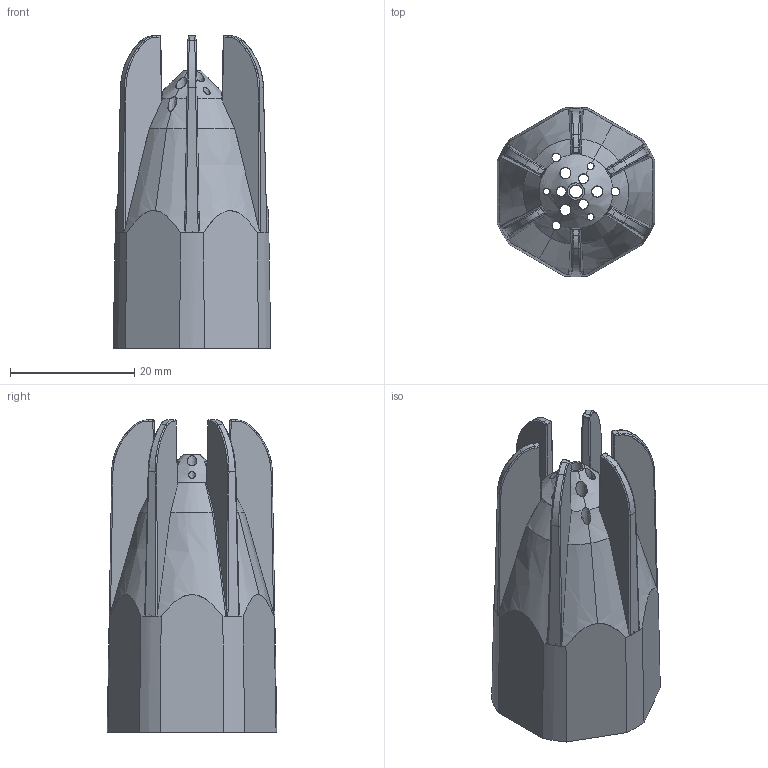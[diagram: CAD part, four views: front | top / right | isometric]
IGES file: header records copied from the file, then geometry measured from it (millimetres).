
Start section: SolidWorks IGES file using analytic representation for surfaces
Global section: file name: AIR MAG 47006AMF.IGS; native system: SolidWorks 2020; preprocessor: SolidWorks 2020; author: Ammad; date: 210428.004640; units: millimetre
Bounding box: 25.37 x 27.3 x 50.25 mm (x, y, z)
Surface area: 7510.8 mm2 (no closed solid volume)
Topology: 0 solids, 0 shells, 214 faces, 2638 edges, 2626 vertices
Faces by surface type: bspline 214
